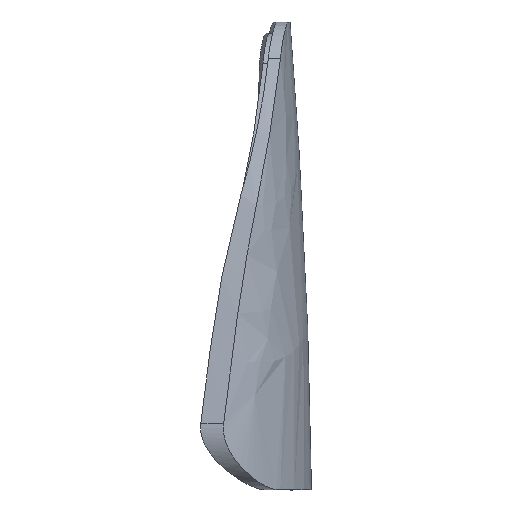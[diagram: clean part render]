
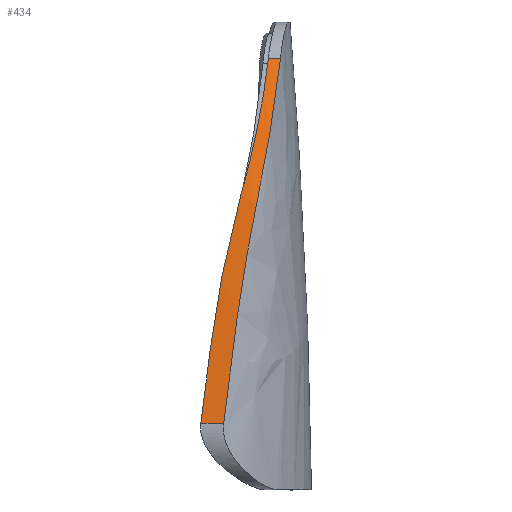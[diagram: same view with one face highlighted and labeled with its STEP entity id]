
A CAD part, left-side view. The second image highlights one B-rep face of the part: STEP entity #434.
In plain terms, the highlighted free-form (B-spline) face has degree [3, 1] with [9, 2] control points.
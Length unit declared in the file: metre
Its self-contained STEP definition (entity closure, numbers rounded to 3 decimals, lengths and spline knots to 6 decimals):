
#52=LINE('',#772,#68);
#59=LINE('',#904,#75);
#68=VECTOR('',#507,1.);
#75=VECTOR('',#526,1.);
#141=ORIENTED_EDGE('',*,*,#257,.F.);
#142=ORIENTED_EDGE('',*,*,#256,.F.);
#143=ORIENTED_EDGE('',*,*,#258,.T.);
#144=ORIENTED_EDGE('',*,*,#236,.T.);
#236=EDGE_CURVE('',#294,#292,#52,.T.);
#256=EDGE_CURVE('',#307,#306,#59,.T.);
#257=EDGE_CURVE('',#306,#292,#350,.T.);
#258=EDGE_CURVE('',#307,#294,#351,.T.);
#292=VERTEX_POINT('',#770);
#294=VERTEX_POINT('',#773);
#306=VERTEX_POINT('',#896);
#307=VERTEX_POINT('',#903);
#350=B_SPLINE_CURVE_WITH_KNOTS('',3,(#923,#924,#925,#926,#927,#928,#929,
#930,#931,#932),.UNSPECIFIED.,.F.,.F.,(4,1,1,1,1,1,1,4),(0.,0.008273,
0.016546,0.024818,0.033091,0.041364,
0.049637,0.066182),.UNSPECIFIED.);
#351=B_SPLINE_CURVE_WITH_KNOTS('',3,(#933,#934,#935,#936,#937,#938,#939,
#940,#941,#942,#943,#944,#945),.UNSPECIFIED.,.F.,.F.,(4,1,1,1,1,1,1,1,1,
1,4),(0.,0.008337,0.012506,0.016675,0.018759,
0.020844,0.025012,0.029181,0.03335,
0.050025,0.0667),.UNSPECIFIED.);
#375=EDGE_LOOP('',(#141,#142,#143,#144));
#402=FACE_BOUND('',#375,.T.);
#415=B_SPLINE_SURFACE_WITH_KNOTS('',3,1,((#905,#906),(#907,#908),(#909,
#910),(#911,#912),(#913,#914),(#915,#916),(#917,#918),(#919,#920),(#921,
#922)),.SURF_OF_LINEAR_EXTRUSION.,.F.,.F.,.F.,(4,1,1,1,1,1,4),(2,2),(0.,
0.25,0.375,0.5,0.625,0.75,1.),(0.,1.),.UNSPECIFIED.);
#434=ADVANCED_FACE('',(#402),#415,.F.);
#507=DIRECTION('',(0.,-1.,0.));
#526=DIRECTION('',(0.,-1.,0.));
#770=CARTESIAN_POINT('',(-0.033269,-0.026639,0.050319));
#772=CARTESIAN_POINT('',(-0.033269,0.04225,0.050319));
#773=CARTESIAN_POINT('',(-0.033269,-0.022647,0.050319));
#896=CARTESIAN_POINT('',(-0.019849,-0.036547,0.113932));
#903=CARTESIAN_POINT('',(-0.019849,-0.034425,0.113932));
#904=CARTESIAN_POINT('',(-0.019849,0.04225,0.113932));
#905=CARTESIAN_POINT('',(-0.033269,-0.022564,0.050319));
#906=CARTESIAN_POINT('',(-0.033269,-0.036631,0.050319));
#907=CARTESIAN_POINT('',(-0.032855,-0.022564,0.055766));
#908=CARTESIAN_POINT('',(-0.032855,-0.036631,0.055766));
#909=CARTESIAN_POINT('',(-0.03219,-0.022564,0.063932));
#910=CARTESIAN_POINT('',(-0.03219,-0.036631,0.063932));
#911=CARTESIAN_POINT('',(-0.031021,-0.022564,0.074792));
#912=CARTESIAN_POINT('',(-0.031021,-0.036631,0.074792));
#913=CARTESIAN_POINT('',(-0.02989,-0.022564,0.082913));
#914=CARTESIAN_POINT('',(-0.02989,-0.036631,0.082913));
#915=CARTESIAN_POINT('',(-0.028325,-0.022564,0.090957));
#916=CARTESIAN_POINT('',(-0.028325,-0.036631,0.090957));
#917=CARTESIAN_POINT('',(-0.02534,-0.022564,0.101474));
#918=CARTESIAN_POINT('',(-0.02534,-0.036631,0.101474));
#919=CARTESIAN_POINT('',(-0.022086,-0.022564,0.108961));
#920=CARTESIAN_POINT('',(-0.022086,-0.036631,0.108961));
#921=CARTESIAN_POINT('',(-0.019849,-0.022564,0.113932));
#922=CARTESIAN_POINT('',(-0.019849,-0.036631,0.113932));
#923=CARTESIAN_POINT('',(-0.019849,-0.036547,0.113932));
#924=CARTESIAN_POINT('',(-0.02098,-0.036328,0.111418));
#925=CARTESIAN_POINT('',(-0.023197,-0.035711,0.106399));
#926=CARTESIAN_POINT('',(-0.02611,-0.034307,0.098776));
#927=CARTESIAN_POINT('',(-0.028335,-0.032868,0.090905));
#928=CARTESIAN_POINT('',(-0.029883,-0.031239,0.082948));
#929=CARTESIAN_POINT('',(-0.031015,-0.029867,0.074846));
#930=CARTESIAN_POINT('',(-0.032186,-0.028312,0.06398));
#931=CARTESIAN_POINT('',(-0.032854,-0.027316,0.055783));
#932=CARTESIAN_POINT('',(-0.033269,-0.026639,0.050319));
#933=CARTESIAN_POINT('',(-0.019849,-0.034425,0.113932));
#934=CARTESIAN_POINT('',(-0.020986,-0.034171,0.111405));
#935=CARTESIAN_POINT('',(-0.022656,-0.033635,0.107624));
#936=CARTESIAN_POINT('',(-0.024675,-0.032652,0.102529));
#937=CARTESIAN_POINT('',(-0.025816,-0.031978,0.099323));
#938=CARTESIAN_POINT('',(-0.026641,-0.031416,0.096738));
#939=CARTESIAN_POINT('',(-0.027403,-0.030748,0.094159));
#940=CARTESIAN_POINT('',(-0.028243,-0.029844,0.090919));
#941=CARTESIAN_POINT('',(-0.029098,-0.028775,0.086978));
#942=CARTESIAN_POINT('',(-0.03054,-0.026808,0.079018));
#943=CARTESIAN_POINT('',(-0.03195,-0.02469,0.066801));
#944=CARTESIAN_POINT('',(-0.032851,-0.02333,0.055812));
#945=CARTESIAN_POINT('',(-0.033269,-0.022647,0.050319));
